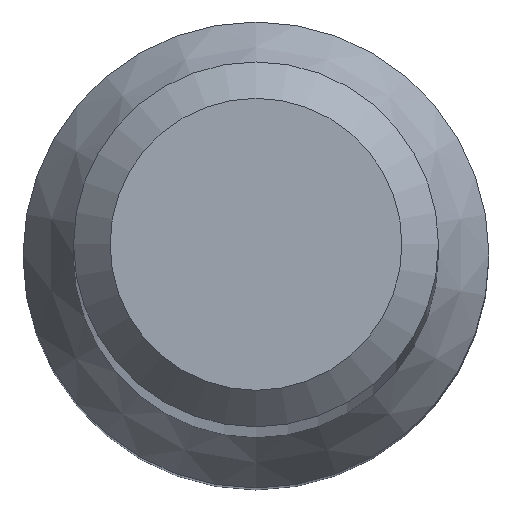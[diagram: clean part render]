
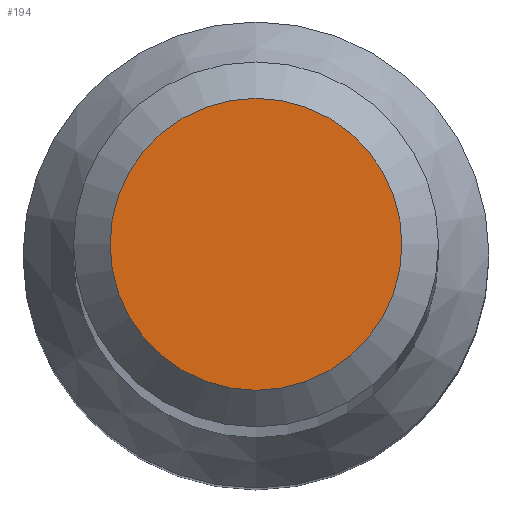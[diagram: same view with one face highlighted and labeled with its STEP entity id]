
A CAD part, top view. The second image highlights one B-rep face of the part: STEP entity #194.
In plain terms, the highlighted planar face has unit normal (0, 0, 1).
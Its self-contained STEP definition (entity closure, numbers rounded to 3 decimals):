
#25 = DIRECTION ( 'NONE',  ( 0., 0., -1. ) ) ;
#42 = CARTESIAN_POINT ( 'NONE',  ( 0., 1.6, 80. ) ) ;
#44 = EDGE_CURVE ( 'NONE', #215, #215, #117, .T. ) ;
#52 = EDGE_LOOP ( 'NONE', ( #71 ) ) ;
#59 = DIRECTION ( 'NONE',  ( 0., 0., 1. ) ) ;
#71 = ORIENTED_EDGE ( 'NONE', *, *, #44, .F. ) ;
#73 = DIRECTION ( 'NONE',  ( 0., 1., 0. ) ) ;
#94 = PLANE ( 'NONE',  #218 ) ;
#117 = CIRCLE ( 'NONE', #136, 1.6 ) ;
#136 = AXIS2_PLACEMENT_3D ( 'NONE', #241, #25, #73 ) ;
#186 = CARTESIAN_POINT ( 'NONE',  ( 0., 0., 80. ) ) ;
#193 = DIRECTION ( 'NONE',  ( 0., -1., 0. ) ) ;
#194 = ADVANCED_FACE ( 'NONE', ( #217 ), #94, .T. ) ;
#215 = VERTEX_POINT ( 'NONE', #42 ) ;
#217 = FACE_OUTER_BOUND ( 'NONE', #52, .T. ) ;
#218 = AXIS2_PLACEMENT_3D ( 'NONE', #186, #59, #193 ) ;
#241 = CARTESIAN_POINT ( 'NONE',  ( 0., 0., 80. ) ) ;
